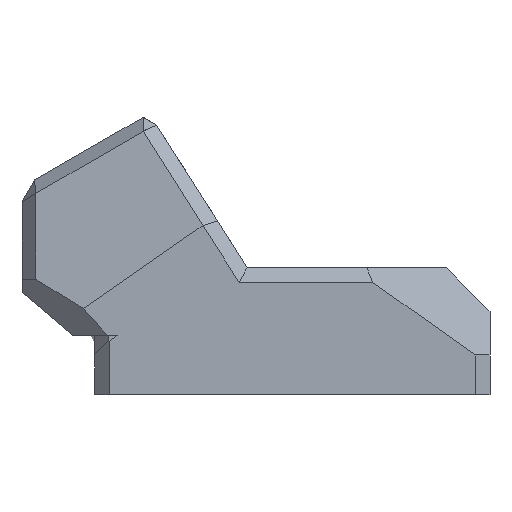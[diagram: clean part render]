
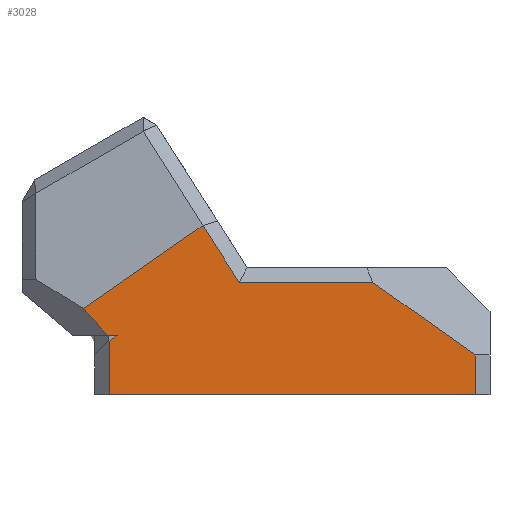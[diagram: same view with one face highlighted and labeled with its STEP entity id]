
A CAD part, front view. The second image highlights one B-rep face of the part: STEP entity #3028.
In plain terms, the highlighted planar face has unit normal (0, -1, 0).
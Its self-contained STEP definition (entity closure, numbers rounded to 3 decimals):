
#228=FACE_OUTER_BOUND('',#406,.T.);
#406=EDGE_LOOP('',(#2058,#2059,#2060,#2061,#2062,#2063,#2064,#2065,#2066,
#2067));
#592=LINE('',#4469,#898);
#606=LINE('',#4648,#912);
#607=LINE('',#4650,#913);
#608=LINE('',#4652,#914);
#609=LINE('',#4654,#915);
#610=LINE('',#4656,#916);
#611=LINE('',#4658,#917);
#612=LINE('',#4660,#918);
#613=LINE('',#4662,#919);
#614=LINE('',#4663,#920);
#898=VECTOR('',#3539,10.);
#912=VECTOR('',#3683,10.);
#913=VECTOR('',#3684,10.);
#914=VECTOR('',#3685,10.);
#915=VECTOR('',#3686,10.);
#916=VECTOR('',#3687,10.);
#917=VECTOR('',#3688,10.);
#918=VECTOR('',#3689,10.);
#919=VECTOR('',#3690,10.);
#920=VECTOR('',#3691,10.);
#1202=VERTEX_POINT('',#4466);
#1203=VERTEX_POINT('',#4468);
#1271=VERTEX_POINT('',#4647);
#1272=VERTEX_POINT('',#4649);
#1273=VERTEX_POINT('',#4651);
#1274=VERTEX_POINT('',#4653);
#1275=VERTEX_POINT('',#4655);
#1276=VERTEX_POINT('',#4657);
#1277=VERTEX_POINT('',#4659);
#1278=VERTEX_POINT('',#4661);
#1506=EDGE_CURVE('',#1202,#1203,#592,.T.);
#1582=EDGE_CURVE('',#1271,#1202,#606,.T.);
#1583=EDGE_CURVE('',#1271,#1272,#607,.T.);
#1584=EDGE_CURVE('',#1273,#1272,#608,.T.);
#1585=EDGE_CURVE('',#1274,#1273,#609,.T.);
#1586=EDGE_CURVE('',#1275,#1274,#610,.T.);
#1587=EDGE_CURVE('',#1276,#1275,#611,.T.);
#1588=EDGE_CURVE('',#1277,#1276,#612,.T.);
#1589=EDGE_CURVE('',#1278,#1277,#613,.T.);
#1590=EDGE_CURVE('',#1278,#1203,#614,.T.);
#2058=ORIENTED_EDGE('',*,*,#1506,.F.);
#2059=ORIENTED_EDGE('',*,*,#1582,.F.);
#2060=ORIENTED_EDGE('',*,*,#1583,.T.);
#2061=ORIENTED_EDGE('',*,*,#1584,.F.);
#2062=ORIENTED_EDGE('',*,*,#1585,.F.);
#2063=ORIENTED_EDGE('',*,*,#1586,.F.);
#2064=ORIENTED_EDGE('',*,*,#1587,.F.);
#2065=ORIENTED_EDGE('',*,*,#1588,.F.);
#2066=ORIENTED_EDGE('',*,*,#1589,.F.);
#2067=ORIENTED_EDGE('',*,*,#1590,.T.);
#2887=PLANE('',#3280);
#3028=ADVANCED_FACE('',(#228),#2887,.T.);
#3280=AXIS2_PLACEMENT_3D('',#4646,#3681,#3682);
#3539=DIRECTION('',(-0.669,0.,0.744));
#3681=DIRECTION('center_axis',(0.,-1.,0.));
#3682=DIRECTION('ref_axis',(1.,0.,0.));
#3683=DIRECTION('',(-1.,0.,0.));
#3684=DIRECTION('',(-0.821,0.,-0.57));
#3685=DIRECTION('',(0.,0.,1.));
#3686=DIRECTION('',(-1.,0.,0.));
#3687=DIRECTION('',(0.,0.,-1.));
#3688=DIRECTION('',(0.816,0.,-0.577));
#3689=DIRECTION('',(1.,0.,0.));
#3690=DIRECTION('',(0.535,0.,-0.845));
#3691=DIRECTION('',(-0.821,0.,-0.57));
#4466=CARTESIAN_POINT('',(-15.951,-12.763,-7.897));
#4468=CARTESIAN_POINT('',(-17.595,-12.763,-6.069));
#4469=CARTESIAN_POINT('',(-17.733,-12.763,-5.915));
#4646=CARTESIAN_POINT('Origin',(-21.481,-12.763,-11.997));
#4647=CARTESIAN_POINT('',(-15.227,-12.763,-7.897));
#4648=CARTESIAN_POINT('',(-14.84,-12.763,-7.897));
#4649=CARTESIAN_POINT('',(-15.812,-12.763,-8.303));
#4650=CARTESIAN_POINT('',(-9.181,-12.763,-3.699));
#4651=CARTESIAN_POINT('',(-15.812,-12.763,-11.997));
#4652=CARTESIAN_POINT('',(-15.812,-12.763,-11.997));
#4653=CARTESIAN_POINT('',(9.413,-12.763,-11.997));
#4654=CARTESIAN_POINT('',(-9.84,-12.763,-11.997));
#4655=CARTESIAN_POINT('',(9.413,-12.763,-9.265));
#4656=CARTESIAN_POINT('',(9.413,-12.763,-11.997));
#4657=CARTESIAN_POINT('',(2.342,-12.763,-4.265));
#4658=CARTESIAN_POINT('',(-1.376,-12.763,-1.636));
#4659=CARTESIAN_POINT('',(-6.861,-12.763,-4.265));
#4660=CARTESIAN_POINT('',(-11.239,-12.763,-4.265));
#4661=CARTESIAN_POINT('',(-9.347,-12.763,-0.343));
#4662=CARTESIAN_POINT('',(-8.12,-12.763,-2.279));
#4663=CARTESIAN_POINT('',(-14.181,-12.763,-3.699));
